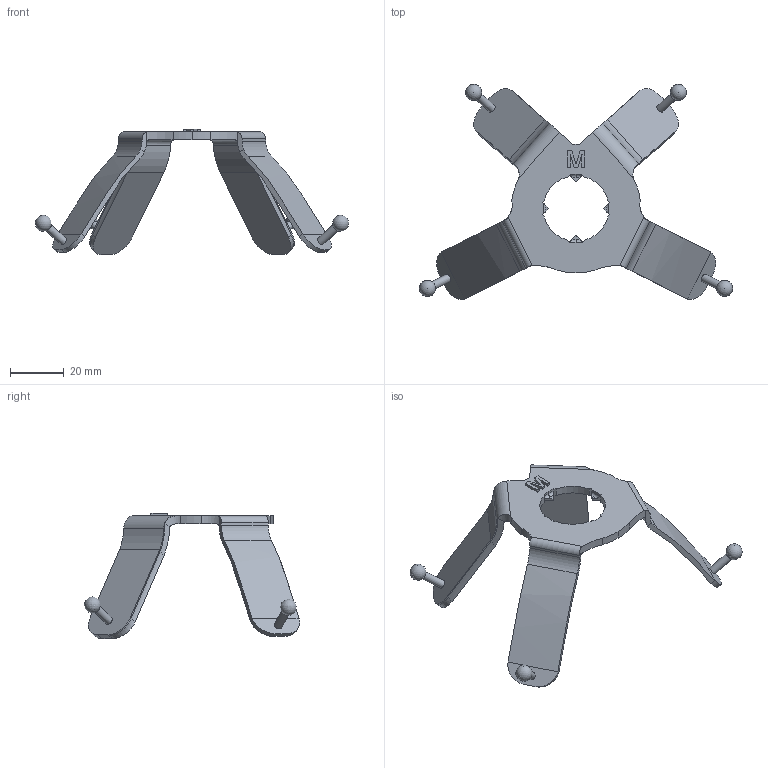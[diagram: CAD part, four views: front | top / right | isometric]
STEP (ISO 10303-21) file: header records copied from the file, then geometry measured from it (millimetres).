
FILE_DESCRIPTION(/* description */ (''),/* implementation_level */ '2;1');
FILE_NAME(/* name */ 'Mark-Harness-v3 v1.step',/* time_stamp */ '2020-04-23T17:09:36-06:00',/* author */ (''),/* organization */ (''),/* preprocessor_version */ 'ST-DEVELOPER v18.1',/* originating_system */ 'Autodesk Translation Framework v9.2.0.1227',/* authorisation */ '');
FILE_SCHEMA (('AUTOMOTIVE_DESIGN { 1 0 10303 214 3 1 1 }'));
Length unit declared in the file: millimetre
Products named in the file (1): Mark-Harness-v3
Bounding box: 116.72 x 80.17 x 46.78 mm (x, y, z)
Volume: 14385 mm3; surface area: 13541.7 mm2
Topology: 1 solids, 1 shells, 154 faces, 436 edges, 284 vertices
Faces by surface type: plane 82, cylinder 52, torus 8, bspline 8, sphere 4
Full cylindrical faces by diameter (mm): 3 x4
Entity records: 5414 total; most frequent: CARTESIAN_POINT 1401, ORIENTED_EDGE 856, DIRECTION 817, EDGE_CURVE 428, VERTEX_POINT 284, AXIS2_PLACEMENT_3D 284, LINE 249, VECTOR 249
